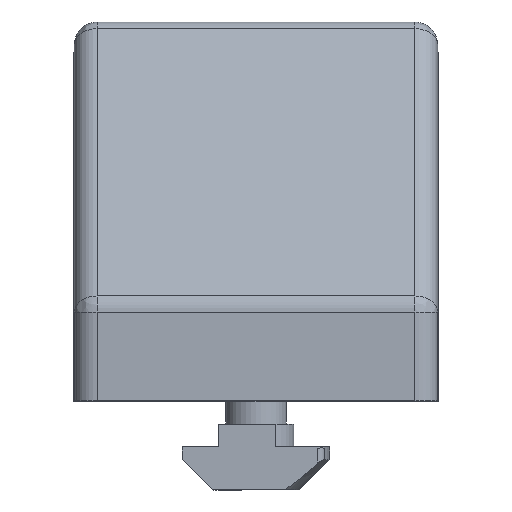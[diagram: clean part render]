
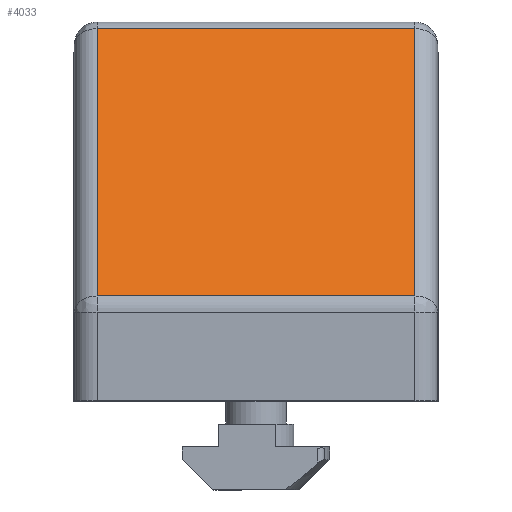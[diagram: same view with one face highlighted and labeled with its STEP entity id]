
A CAD part, front view. The second image highlights one B-rep face of the part: STEP entity #4033.
In plain terms, the highlighted planar face has unit normal (0, 0.707, -0.707).
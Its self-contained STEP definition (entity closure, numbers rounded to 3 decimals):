
#78 = EDGE_LOOP ( 'NONE', ( #3087, #2937, #8022, #9754 ) ) ;
#448 = CARTESIAN_POINT ( 'NONE',  ( -20.95, -49.121, 13.882 ) ) ;
#460 = EDGE_CURVE ( 'NONE', #5722, #3304, #4852, .T. ) ;
#861 = VERTEX_POINT ( 'NONE', #448 ) ;
#1223 = DIRECTION ( 'NONE',  ( 0., -0.707, -0.707 ) ) ;
#1402 = CARTESIAN_POINT ( 'NONE',  ( 20.95, -13.882, 49.121 ) ) ;
#1946 = CARTESIAN_POINT ( 'NONE',  ( -20.95, -49.23, 13.773 ) ) ;
#2027 = DIRECTION ( 'NONE',  ( -1., 0., 0. ) ) ;
#2934 = FACE_OUTER_BOUND ( 'NONE', #78, .T. ) ;
#2937 = ORIENTED_EDGE ( 'NONE', *, *, #8978, .F. ) ;
#3087 = ORIENTED_EDGE ( 'NONE', *, *, #8251, .T. ) ;
#3102 = DIRECTION ( 'NONE',  ( 0., -0.707, -0.707 ) ) ;
#3175 = CARTESIAN_POINT ( 'NONE',  ( 0., -49.121, 13.882 ) ) ;
#3304 = VERTEX_POINT ( 'NONE', #4001 ) ;
#3354 = VECTOR ( 'NONE', #4417, 1000. ) ;
#3668 = DIRECTION ( 'NONE',  ( 0., -0.707, 0.707 ) ) ;
#4001 = CARTESIAN_POINT ( 'NONE',  ( 20.95, -49.121, 13.882 ) ) ;
#4033 = ADVANCED_FACE ( 'NONE', ( #2934 ), #7290, .F. ) ;
#4318 = VECTOR ( 'NONE', #2027, 1000. ) ;
#4417 = DIRECTION ( 'NONE',  ( 0., 0.707, 0.707 ) ) ;
#4470 = LINE ( 'NONE', #1946, #3354 ) ;
#4852 = LINE ( 'NONE', #10413, #8827 ) ;
#5722 = VERTEX_POINT ( 'NONE', #1402 ) ;
#6113 = CARTESIAN_POINT ( 'NONE',  ( 0., -13.882, 49.121 ) ) ;
#6126 = LINE ( 'NONE', #6113, #4318 ) ;
#6225 = EDGE_CURVE ( 'NONE', #861, #3304, #9463, .T. ) ;
#6601 = AXIS2_PLACEMENT_3D ( 'NONE', #9047, #3668, #1223 ) ;
#7070 = VERTEX_POINT ( 'NONE', #8553 ) ;
#7272 = DIRECTION ( 'NONE',  ( 1., 0., 0. ) ) ;
#7290 = PLANE ( 'NONE',  #6601 ) ;
#8022 = ORIENTED_EDGE ( 'NONE', *, *, #460, .T. ) ;
#8251 = EDGE_CURVE ( 'NONE', #861, #7070, #4470, .T. ) ;
#8553 = CARTESIAN_POINT ( 'NONE',  ( -20.95, -13.882, 49.121 ) ) ;
#8808 = VECTOR ( 'NONE', #7272, 1000. ) ;
#8827 = VECTOR ( 'NONE', #3102, 1000. ) ;
#8978 = EDGE_CURVE ( 'NONE', #5722, #7070, #6126, .T. ) ;
#9047 = CARTESIAN_POINT ( 'NONE',  ( 0., -50., 13.003 ) ) ;
#9463 = LINE ( 'NONE', #3175, #8808 ) ;
#9754 = ORIENTED_EDGE ( 'NONE', *, *, #6225, .F. ) ;
#10413 = CARTESIAN_POINT ( 'NONE',  ( 20.95, -13.727, 49.276 ) ) ;
